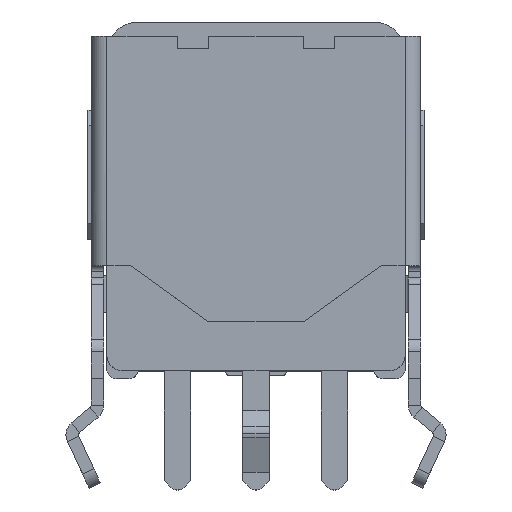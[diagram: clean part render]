
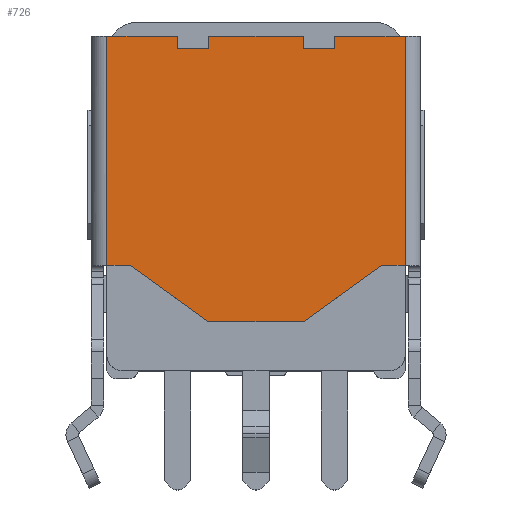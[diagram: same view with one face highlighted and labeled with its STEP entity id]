
A CAD part, top view. The second image highlights one B-rep face of the part: STEP entity #726.
In plain terms, the highlighted planar face has unit normal (0, 0, 1).
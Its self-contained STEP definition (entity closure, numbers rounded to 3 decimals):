
#726=ADVANCED_FACE('NONE',(#1683),#1684,.T.);
#1683=FACE_OUTER_BOUND('',#2874,.T.);
#1684=PLANE('',#2875);
#2874=EDGE_LOOP('',(#5762,#5763,#5764,#5765,#5766,#5767,#5768,#5769,#5770,#5771,#5772,#5773,#5774,#5775,#5776,#5777));
#2875=AXIS2_PLACEMENT_3D('',#5778,#5779,#5780);
#5762=ORIENTED_EDGE('',*,*,#8615,.T.);
#5763=ORIENTED_EDGE('',*,*,#8670,.T.);
#5764=ORIENTED_EDGE('',*,*,#8610,.T.);
#5765=ORIENTED_EDGE('',*,*,#8665,.T.);
#5766=ORIENTED_EDGE('',*,*,#8661,.T.);
#5767=ORIENTED_EDGE('',*,*,#8657,.T.);
#5768=ORIENTED_EDGE('',*,*,#8653,.T.);
#5769=ORIENTED_EDGE('',*,*,#8671,.T.);
#5770=ORIENTED_EDGE('',*,*,#8647,.T.);
#5771=ORIENTED_EDGE('',*,*,#8643,.T.);
#5772=ORIENTED_EDGE('',*,*,#8639,.T.);
#5773=ORIENTED_EDGE('',*,*,#8635,.T.);
#5774=ORIENTED_EDGE('',*,*,#8631,.T.);
#5775=ORIENTED_EDGE('',*,*,#8627,.T.);
#5776=ORIENTED_EDGE('',*,*,#8623,.T.);
#5777=ORIENTED_EDGE('',*,*,#8619,.T.);
#5778=CARTESIAN_POINT('',(-4.85,4.4,6.65));
#5779=DIRECTION('',(0.0,0.0,1.0));
#5780=DIRECTION('',(1.0,-0.0,0.0));
#8610=EDGE_CURVE('NONE',#10399,#10397,#10400,.T.);
#8615=EDGE_CURVE('NONE',#10406,#10404,#10407,.T.);
#8619=EDGE_CURVE('NONE',#10412,#10406,#10413,.T.);
#8623=EDGE_CURVE('NONE',#10418,#10412,#10419,.T.);
#8627=EDGE_CURVE('NONE',#10424,#10418,#10425,.T.);
#8631=EDGE_CURVE('NONE',#10430,#10424,#10431,.T.);
#8635=EDGE_CURVE('NONE',#10436,#10430,#10437,.T.);
#8639=EDGE_CURVE('NONE',#10442,#10436,#10443,.T.);
#8643=EDGE_CURVE('NONE',#10448,#10442,#10449,.T.);
#8647=EDGE_CURVE('NONE',#10454,#10448,#10455,.T.);
#8653=EDGE_CURVE('NONE',#10463,#10461,#10464,.T.);
#8657=EDGE_CURVE('NONE',#10469,#10463,#10470,.T.);
#8661=EDGE_CURVE('NONE',#10475,#10469,#10476,.T.);
#8665=EDGE_CURVE('NONE',#10397,#10475,#10481,.T.);
#8670=EDGE_CURVE('NONE',#10404,#10399,#10486,.T.);
#8671=EDGE_CURVE('NONE',#10461,#10454,#10487,.T.);
#10397=VERTEX_POINT('NONE',#13231);
#10399=VERTEX_POINT('NONE',#13234);
#10400=LINE('',#13235,#13236);
#10404=VERTEX_POINT('NONE',#13242);
#10406=VERTEX_POINT('NONE',#13245);
#10407=LINE('',#13246,#13247);
#10412=VERTEX_POINT('NONE',#13254);
#10413=LINE('',#13255,#13256);
#10418=VERTEX_POINT('NONE',#13263);
#10419=LINE('',#13264,#13265);
#10424=VERTEX_POINT('NONE',#13272);
#10425=LINE('',#13273,#13274);
#10430=VERTEX_POINT('NONE',#13281);
#10431=LINE('',#13282,#13283);
#10436=VERTEX_POINT('NONE',#13290);
#10437=LINE('',#13291,#13292);
#10442=VERTEX_POINT('NONE',#13299);
#10443=LINE('',#13300,#13301);
#10448=VERTEX_POINT('NONE',#13308);
#10449=LINE('',#13309,#13310);
#10454=VERTEX_POINT('NONE',#13317);
#10455=LINE('',#13318,#13319);
#10461=VERTEX_POINT('NONE',#13328);
#10463=VERTEX_POINT('NONE',#13333);
#10464=LINE('',#13334,#13335);
#10469=VERTEX_POINT('NONE',#13342);
#10470=LINE('',#13343,#13344);
#10475=VERTEX_POINT('NONE',#13351);
#10476=LINE('',#13352,#13353);
#10481=LINE('',#13360,#13361);
#10486=LINE('',#13368,#13369);
#10487=LINE('',#13370,#13371);
#13231=CARTESIAN_POINT('',(-4.0,-2.9,6.65));
#13234=CARTESIAN_POINT('',(-4.75,-2.9,6.65));
#13235=CARTESIAN_POINT('',(-4.85,-2.9,6.65));
#13236=VECTOR('',#15926,1000.0);
#13242=CARTESIAN_POINT('',(-4.75,4.4,6.65));
#13245=CARTESIAN_POINT('',(-2.5,4.4,6.65));
#13246=CARTESIAN_POINT('',(-4.85,4.4,6.65));
#13247=VECTOR('',#15929,1000.0);
#13254=CARTESIAN_POINT('',(-2.5,4.0,6.65));
#13255=CARTESIAN_POINT('',(-2.5,4.4,6.65));
#13256=VECTOR('',#15932,1000.0);
#13263=CARTESIAN_POINT('',(-1.5,4.0,6.65));
#13264=CARTESIAN_POINT('',(-2.5,4.0,6.65));
#13265=VECTOR('',#15935,1000.0);
#13272=CARTESIAN_POINT('',(-1.5,4.4,6.65));
#13273=CARTESIAN_POINT('',(-1.5,4.4,6.65));
#13274=VECTOR('',#15938,1000.0);
#13281=CARTESIAN_POINT('',(1.5,4.4,6.65));
#13282=CARTESIAN_POINT('',(-1.5,4.4,6.65));
#13283=VECTOR('',#15941,1000.0);
#13290=CARTESIAN_POINT('',(1.5,4.0,6.65));
#13291=CARTESIAN_POINT('',(1.5,4.4,6.65));
#13292=VECTOR('',#15944,1000.0);
#13299=CARTESIAN_POINT('',(2.5,4.0,6.65));
#13300=CARTESIAN_POINT('',(1.5,4.0,6.65));
#13301=VECTOR('',#15947,1000.0);
#13308=CARTESIAN_POINT('',(2.5,4.4,6.65));
#13309=CARTESIAN_POINT('',(2.5,4.4,6.65));
#13310=VECTOR('',#15950,1000.0);
#13317=CARTESIAN_POINT('',(4.75,4.4,6.65));
#13318=CARTESIAN_POINT('',(2.5,4.4,6.65));
#13319=VECTOR('',#15953,1000.0);
#13328=CARTESIAN_POINT('',(4.75,-2.9,6.65));
#13333=CARTESIAN_POINT('',(4.0,-2.9,6.65));
#13334=CARTESIAN_POINT('',(4.0,-2.9,6.65));
#13335=VECTOR('',#15957,1000.0);
#13342=CARTESIAN_POINT('',(1.5,-4.7,6.65));
#13343=CARTESIAN_POINT('',(1.5,-4.7,6.65));
#13344=VECTOR('',#15960,1000.0);
#13351=CARTESIAN_POINT('',(-1.5,-4.7,6.65));
#13352=CARTESIAN_POINT('',(-1.5,-4.7,6.65));
#13353=VECTOR('',#15963,1000.0);
#13360=CARTESIAN_POINT('',(-4.0,-2.9,6.65));
#13361=VECTOR('',#15966,1000.0);
#13368=CARTESIAN_POINT('',(-4.75,-2.9,6.65));
#13369=VECTOR('',#15969,1000.0);
#13370=CARTESIAN_POINT('',(4.75,4.4,6.65));
#13371=VECTOR('',#15970,1000.0);
#15926=DIRECTION('',(1.0,0.0,0.0));
#15929=DIRECTION('',(-1.0,0.0,0.0));
#15932=DIRECTION('',(0.,1.0,0.0));
#15935=DIRECTION('',(-1.0,0.0,0.0));
#15938=DIRECTION('',(0.,-1.0,0.0));
#15941=DIRECTION('',(-1.0,0.0,0.0));
#15944=DIRECTION('',(0.,1.0,0.0));
#15947=DIRECTION('',(-1.0,0.,0.0));
#15950=DIRECTION('',(0.,-1.0,0.0));
#15953=DIRECTION('',(-1.0,0.0,0.0));
#15957=DIRECTION('',(1.0,0.,0.0));
#15960=DIRECTION('',(0.812,0.584,0.0));
#15963=DIRECTION('',(1.0,0.0,0.0));
#15966=DIRECTION('',(0.812,-0.584,0.0));
#15969=DIRECTION('',(0.,-1.0,0.0));
#15970=DIRECTION('',(0.,1.0,0.0));
